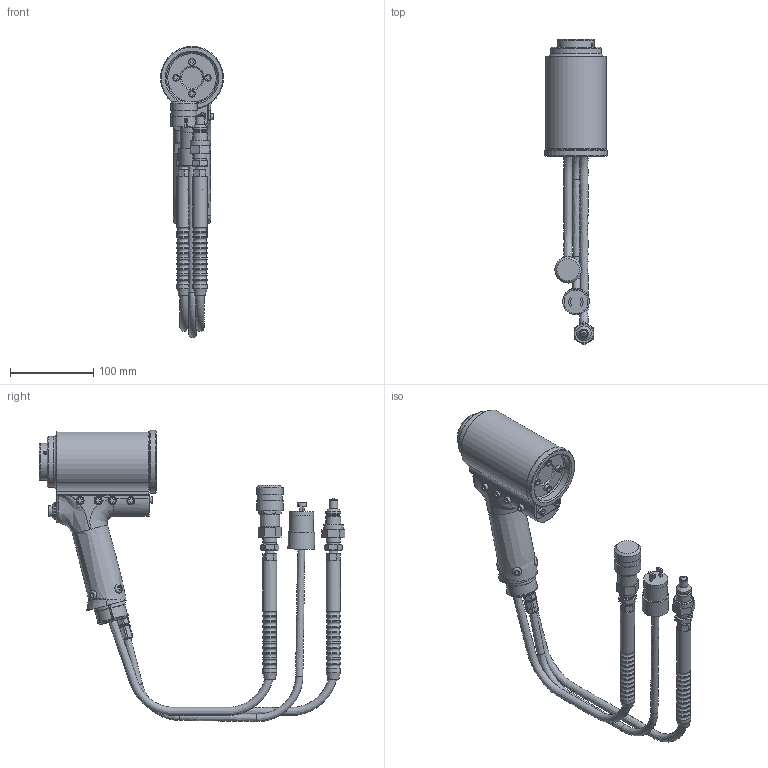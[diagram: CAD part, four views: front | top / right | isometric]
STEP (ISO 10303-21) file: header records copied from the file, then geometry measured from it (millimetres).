
FILE_DESCRIPTION(/* description */ (''),/* implementation_level */ '2;1');
FILE_NAME(/* name */ 'SFBTT20-DT.stp',/* time_stamp */ '2010-02-11T13:51:50-05:00',/* author */ (''),/* organization */ (''),/* preprocessor_version */ 'ST-DEVELOPER v11',/* originating_system */ 'SIEMENS UGS NX 6.0',/* authorisation */ '');
FILE_SCHEMA (('CONFIG_CONTROL_DESIGN'));
Length unit declared in the file: inch
Products named in the file (1): SFBTT20-DT
Bounding box: 75.44 x 366.34 x 349.02 mm (x, y, z)
Volume: 853061.6 mm3; surface area: 272333.2 mm2
Topology: 2 solids, 20 shells, 1081 faces, 2677 edges, 1721 vertices
Faces by surface type: plane 511, cylinder 284, cone 138, torus 72, bspline 66, sphere 10
Full cylindrical faces by diameter (mm): 1.524 x2, 2.54 x2, 3.175 x1, 3.52 x3, 4.166 x3, 4.369 x1, 4.826 x8, 6.35 x4, 7.925 x6, 7.938 x8, 8.481 x1, 9.347 x1, 10.16 x5, 10.477 x1, 10.858 x1, 12.7 x1, 15.113 x2, 15.24 x1, 16.891 x2, 17.145 x24, 17.78 x2, 20.625 x1, 23.368 x1, 23.495 x1, 28.423 x1, 28.448 x1, 30.048 x1, 30.48 x1, 31.75 x3, 34.823 x1
Entity records: 39599 total; most frequent: CARTESIAN_POINT 16470, ORIENTED_EDGE 4524, DIRECTION 4492, EDGE_CURVE 2262, AXIS2_PLACEMENT_3D 1782, VERTEX_POINT 1600, EDGE_LOOP 1526, ADVANCED_FACE 1081
